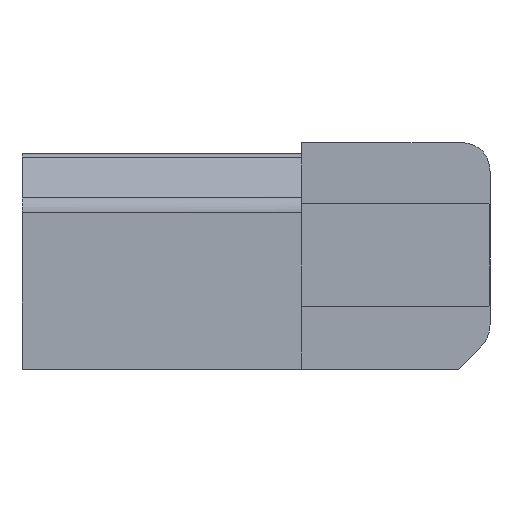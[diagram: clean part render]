
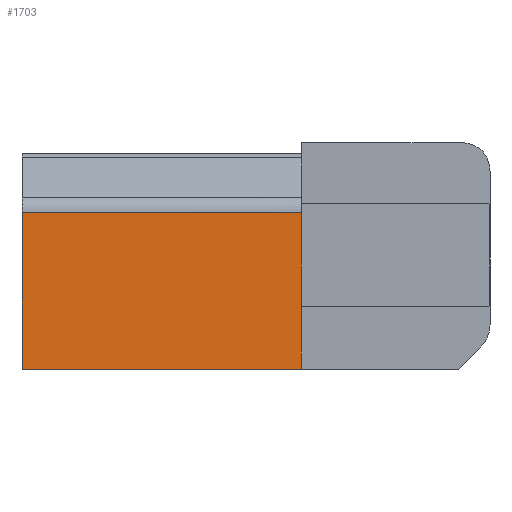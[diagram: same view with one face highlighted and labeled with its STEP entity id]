
A CAD part, front view. The second image highlights one B-rep face of the part: STEP entity #1703.
In plain terms, the highlighted planar face has unit normal (0, -1, 0).
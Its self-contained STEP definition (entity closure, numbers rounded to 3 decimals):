
#684 = VERTEX_POINT('',#685);
#685 = CARTESIAN_POINT('',(27.225,-23.976,6.895));
#692 = EDGE_CURVE('',#693,#684,#695,.T.);
#693 = VERTEX_POINT('',#694);
#694 = CARTESIAN_POINT('',(27.225,-23.976,-18.016));
#695 = LINE('',#696,#697);
#696 = CARTESIAN_POINT('',(27.225,-23.976,2.247));
#697 = VECTOR('',#698,1.);
#698 = DIRECTION('',(0.,0.,1.));
#1000 = EDGE_CURVE('',#693,#1001,#1003,.T.);
#1001 = VERTEX_POINT('',#1002);
#1002 = CARTESIAN_POINT('',(-17.225,-23.976,-18.016));
#1003 = LINE('',#1004,#1005);
#1004 = CARTESIAN_POINT('',(27.225,-23.976,-18.016));
#1005 = VECTOR('',#1006,1.);
#1006 = DIRECTION('',(-1.,0.,0.));
#1682 = VERTEX_POINT('',#1683);
#1683 = CARTESIAN_POINT('',(-17.225,-23.976,6.895));
#1690 = EDGE_CURVE('',#1682,#684,#1691,.T.);
#1691 = LINE('',#1692,#1693);
#1692 = CARTESIAN_POINT('',(-17.225,-23.976,6.895));
#1693 = VECTOR('',#1694,1.);
#1694 = DIRECTION('',(1.,0.,0.));
#1703 = ADVANCED_FACE('',(#1704),#1715,.T.);
#1704 = FACE_BOUND('',#1705,.T.);
#1705 = EDGE_LOOP('',(#1706,#1707,#1708,#1714));
#1706 = ORIENTED_EDGE('',*,*,#692,.T.);
#1707 = ORIENTED_EDGE('',*,*,#1690,.F.);
#1708 = ORIENTED_EDGE('',*,*,#1709,.F.);
#1709 = EDGE_CURVE('',#1001,#1682,#1710,.T.);
#1710 = LINE('',#1711,#1712);
#1711 = CARTESIAN_POINT('',(-17.225,-23.976,-8.005));
#1712 = VECTOR('',#1713,1.);
#1713 = DIRECTION('',(0.,0.,1.));
#1714 = ORIENTED_EDGE('',*,*,#1000,.F.);
#1715 = PLANE('',#1716);
#1716 = AXIS2_PLACEMENT_3D('',#1717,#1718,#1719);
#1717 = CARTESIAN_POINT('',(5.883,-23.976,-5.212));
#1718 = DIRECTION('',(-0.,-1.,-0.));
#1719 = DIRECTION('',(0.,0.,-1.));
